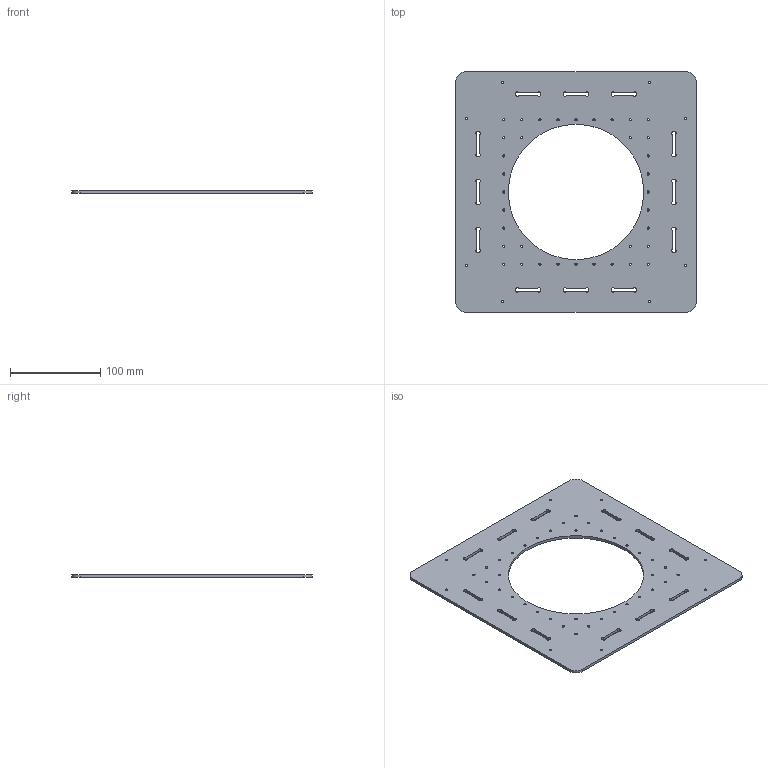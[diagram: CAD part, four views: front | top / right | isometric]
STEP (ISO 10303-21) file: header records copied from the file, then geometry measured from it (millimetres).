
FILE_DESCRIPTION (( 'STEP AP214' ), '1' );
FILE_NAME ('Íèæíåå îñíîâàíèå ÷åòûðåõãðàííîãî êàðêàñà.STEP', '2019-11-14T23:34:42', ( '' ), ( '' ), 'SwSTEP 2.0', 'SolidWorks 2018', '' );
FILE_SCHEMA (( 'AUTOMOTIVE_DESIGN' ));
Length unit declared in the file: millimetre
Products named in the file (1): Íèæíåå îñíîâàíèå ÷åòûðåõãðàííîãî êàðêàñà
Bounding box: 266 x 266 x 3.1 mm (x, y, z)
Volume: 159850.5 mm3; surface area: 111270.4 mm2
Topology: 1 solids, 1 shells, 220 faces, 654 edges, 436 vertices
Faces by surface type: cylinder 166, plane 54
Entity records: 7988 total; most frequent: DIRECTION 1428, CARTESIAN_POINT 1311, ORIENTED_EDGE 1308, EDGE_CURVE 654, AXIS2_PLACEMENT_3D 553, VERTEX_POINT 436, EDGE_LOOP 334, CIRCLE 332
